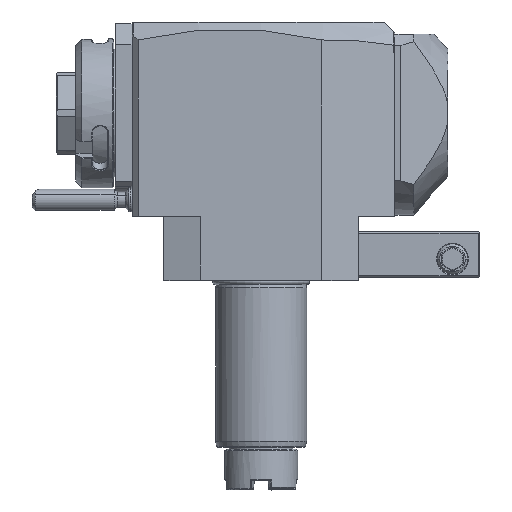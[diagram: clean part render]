
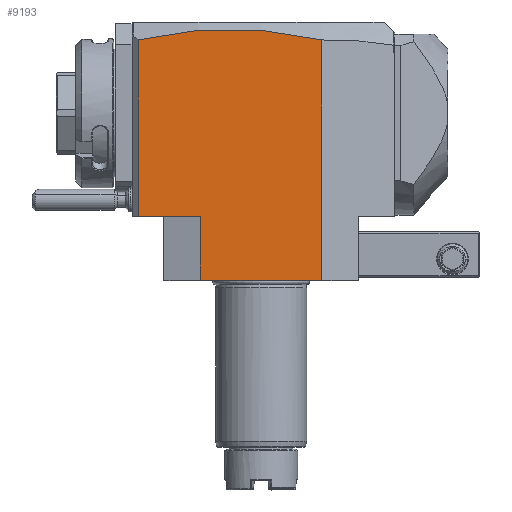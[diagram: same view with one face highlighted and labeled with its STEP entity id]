
A CAD part, top view. The second image highlights one B-rep face of the part: STEP entity #9193.
In plain terms, the highlighted planar face has unit normal (0, 0, 1).
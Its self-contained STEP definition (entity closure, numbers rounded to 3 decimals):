
#17=DIRECTION('',(-1.,0.,0.));
#18=VECTOR('',#17,40.);
#19=CARTESIAN_POINT('',(20.,0.,32.));
#20=LINE('',#19,#18);
#881=DIRECTION('',(0.,1.,0.));
#882=VECTOR('',#881,79.092);
#883=CARTESIAN_POINT('',(20.,0.,32.));
#884=LINE('',#883,#882);
#907=DIRECTION('',(-1.,0.,0.));
#908=VECTOR('',#907,20.5);
#909=CARTESIAN_POINT('',(-20.,21.,32.));
#910=LINE('',#909,#908);
#911=CARTESIAN_POINT('',(-40.5,79.133,32.));
#912=CARTESIAN_POINT('',(-35.458,80.345,32.));
#913=CARTESIAN_POINT('',(-25.373,82.145,32.));
#914=CARTESIAN_POINT('',(-10.247,83.032,32.));
#915=CARTESIAN_POINT('',(4.877,82.124,32.));
#916=CARTESIAN_POINT('',(14.959,80.311,32.));
#917=CARTESIAN_POINT('',(20.,79.092,32.));
#931=DIRECTION('',(0.,-1.,0.));
#932=VECTOR('',#931,58.133);
#933=CARTESIAN_POINT('',(-40.5,79.133,32.));
#934=LINE('',#933,#932);
#944=DIRECTION('',(0.,-1.,0.));
#945=VECTOR('',#944,21.);
#946=CARTESIAN_POINT('',(-20.,21.,32.));
#947=LINE('',#946,#945);
#7855=VERTEX_POINT('',#911);
#7856=VERTEX_POINT('',#917);
#8219=CARTESIAN_POINT('',(-40.5,21.,32.));
#8221=VERTEX_POINT('',#8219);
#8239=CARTESIAN_POINT('',(20.,0.,32.));
#8240=VERTEX_POINT('',#8239);
#8241=CARTESIAN_POINT('',(-20.,0.,32.));
#8242=VERTEX_POINT('',#8241);
#8407=CARTESIAN_POINT('',(-20.,21.,32.));
#8408=VERTEX_POINT('',#8407);
#9177=CARTESIAN_POINT('',(-35.103,21.,32.));
#9178=DIRECTION('',(0.,0.,1.));
#9179=DIRECTION('',(1.,0.,0.));
#9180=AXIS2_PLACEMENT_3D('',#9177,#9178,#9179);
#9181=PLANE('',#9180);
#9183=ORIENTED_EDGE('',*,*,#9182,.T.);
#9185=ORIENTED_EDGE('',*,*,#9184,.F.);
#9186=ORIENTED_EDGE('',*,*,#8630,.T.);
#9187=ORIENTED_EDGE('',*,*,#9165,.F.);
#9188=ORIENTED_EDGE('',*,*,#8422,.T.);
#9190=ORIENTED_EDGE('',*,*,#9189,.F.);
#9191=EDGE_LOOP('',(#9183,#9185,#9186,#9187,#9188,#9190));
#9192=FACE_OUTER_BOUND('',#9191,.F.);
#918=B_SPLINE_CURVE_WITH_KNOTS('',3,(#911,#912,#913,#914,#915,#916,#917),
.UNSPECIFIED.,.F.,.F.,(4,1,1,1,4),(0.,0.25,0.5,0.75,1.),
.UNSPECIFIED.);
#8422=EDGE_CURVE('',#8240,#8242,#20,.T.);
#8630=EDGE_CURVE('',#7855,#7856,#918,.T.);
#9165=EDGE_CURVE('',#8240,#7856,#884,.T.);
#9182=EDGE_CURVE('',#8408,#8221,#910,.T.);
#9184=EDGE_CURVE('',#7855,#8221,#934,.T.);
#9189=EDGE_CURVE('',#8408,#8242,#947,.T.);
#9193=ADVANCED_FACE('',(#9192),#9181,.T.);
